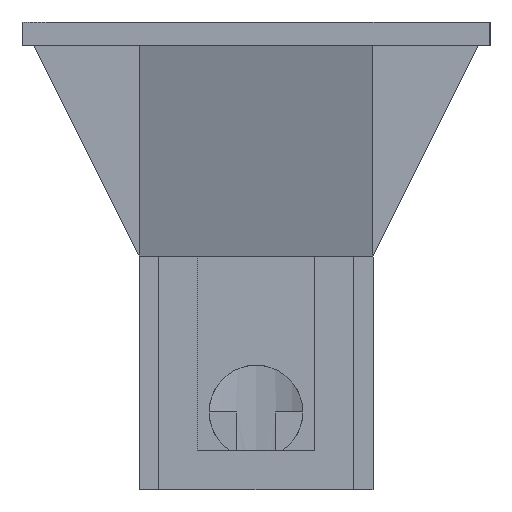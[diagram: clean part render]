
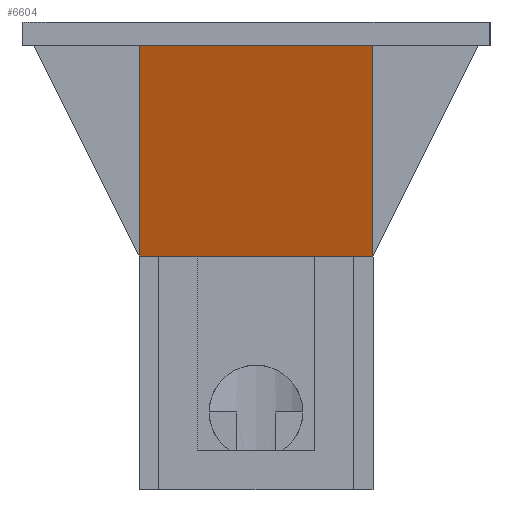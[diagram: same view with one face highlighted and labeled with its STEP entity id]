
A CAD part, left-side view. The second image highlights one B-rep face of the part: STEP entity #6604.
In plain terms, the highlighted planar face has unit normal (-0.949, 0, -0.316).
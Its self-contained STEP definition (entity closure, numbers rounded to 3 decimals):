
#2357 = PLANE('',#2358);
#2358 = AXIS2_PLACEMENT_3D('',#2359,#2360,#2361);
#2359 = CARTESIAN_POINT('',(-5.,0.,-0.3));
#2360 = DIRECTION('',(0.,0.,1.));
#2361 = DIRECTION('',(1.,0.,0.));
#4380 = VERTEX_POINT('',#4381);
#4381 = CARTESIAN_POINT('',(-7.4,-1.5,-0.3));
#4395 = PLANE('',#4396);
#4396 = AXIS2_PLACEMENT_3D('',#4397,#4398,#4399);
#4397 = CARTESIAN_POINT('',(-2.791,-1.5,-1.435));
#4398 = DIRECTION('',(0.,1.,0.));
#4399 = DIRECTION('',(0.,0.,1.));
#4407 = EDGE_CURVE('',#4408,#4380,#4410,.T.);
#4408 = VERTEX_POINT('',#4409);
#4409 = CARTESIAN_POINT('',(-7.4,1.5,-0.3));
#4410 = SURFACE_CURVE('',#4411,(#4415,#4422),.PCURVE_S1.);
#4411 = LINE('',#4412,#4413);
#4412 = CARTESIAN_POINT('',(-7.4,0.75,-0.3));
#4413 = VECTOR('',#4414,1.);
#4414 = DIRECTION('',(0.,-1.,0.));
#4415 = PCURVE('',#2357,#4416);
#4416 = DEFINITIONAL_REPRESENTATION('',(#4417),#4421);
#4417 = LINE('',#4418,#4419);
#4418 = CARTESIAN_POINT('',(-2.4,0.75));
#4419 = VECTOR('',#4420,1.);
#4420 = DIRECTION('',(0.,-1.));
#4421 = ( GEOMETRIC_REPRESENTATION_CONTEXT(2) 
PARAMETRIC_REPRESENTATION_CONTEXT() REPRESENTATION_CONTEXT('2D SPACE',''
  ) );
#4422 = PCURVE('',#4423,#4428);
#4423 = PLANE('',#4424);
#4424 = AXIS2_PLACEMENT_3D('',#4425,#4426,#4427);
#4425 = CARTESIAN_POINT('',(-7.5,1.5,0.));
#4426 = DIRECTION('',(0.949,0.,0.316));
#4427 = DIRECTION('',(0.316,0.,-0.949));
#4428 = DEFINITIONAL_REPRESENTATION('',(#4429),#4433);
#4429 = LINE('',#4430,#4431);
#4430 = CARTESIAN_POINT('',(0.316,-0.75));
#4431 = VECTOR('',#4432,1.);
#4432 = DIRECTION('',(0.,-1.));
#4433 = ( GEOMETRIC_REPRESENTATION_CONTEXT(2) 
PARAMETRIC_REPRESENTATION_CONTEXT() REPRESENTATION_CONTEXT('2D SPACE',''
  ) );
#4451 = PLANE('',#4452);
#4452 = AXIS2_PLACEMENT_3D('',#4453,#4454,#4455);
#4453 = CARTESIAN_POINT('',(-2.791,1.5,-1.435));
#4454 = DIRECTION('',(0.,1.,0.));
#4455 = DIRECTION('',(0.,0.,1.));
#5097 = PLANE('',#5098);
#5098 = AXIS2_PLACEMENT_3D('',#5099,#5100,#5101);
#5099 = CARTESIAN_POINT('',(-6.5,1.5,-3.));
#5100 = DIRECTION('',(0.,0.,1.));
#5101 = DIRECTION('',(1.,0.,0.));
#6508 = VERTEX_POINT('',#6509);
#6509 = CARTESIAN_POINT('',(-6.5,1.5,-3.));
#6582 = EDGE_CURVE('',#4408,#6508,#6583,.T.);
#6583 = SURFACE_CURVE('',#6584,(#6588,#6595),.PCURVE_S1.);
#6584 = LINE('',#6585,#6586);
#6585 = CARTESIAN_POINT('',(-7.5,1.5,0.));
#6586 = VECTOR('',#6587,1.);
#6587 = DIRECTION('',(0.316,0.,-0.949));
#6588 = PCURVE('',#4451,#6589);
#6589 = DEFINITIONAL_REPRESENTATION('',(#6590),#6594);
#6590 = LINE('',#6591,#6592);
#6591 = CARTESIAN_POINT('',(1.435,-4.709));
#6592 = VECTOR('',#6593,1.);
#6593 = DIRECTION('',(-0.949,0.316));
#6594 = ( GEOMETRIC_REPRESENTATION_CONTEXT(2) 
PARAMETRIC_REPRESENTATION_CONTEXT() REPRESENTATION_CONTEXT('2D SPACE',''
  ) );
#6595 = PCURVE('',#4423,#6596);
#6596 = DEFINITIONAL_REPRESENTATION('',(#6597),#6601);
#6597 = LINE('',#6598,#6599);
#6598 = CARTESIAN_POINT('',(0.,-0.));
#6599 = VECTOR('',#6600,1.);
#6600 = DIRECTION('',(1.,0.));
#6601 = ( GEOMETRIC_REPRESENTATION_CONTEXT(2) 
PARAMETRIC_REPRESENTATION_CONTEXT() REPRESENTATION_CONTEXT('2D SPACE',''
  ) );
#6604 = ADVANCED_FACE('',(#6605),#4423,.F.);
#6605 = FACE_BOUND('',#6606,.F.);
#6606 = EDGE_LOOP('',(#6607,#6608,#6609,#6632));
#6607 = ORIENTED_EDGE('',*,*,#6582,.F.);
#6608 = ORIENTED_EDGE('',*,*,#4407,.T.);
#6609 = ORIENTED_EDGE('',*,*,#6610,.T.);
#6610 = EDGE_CURVE('',#4380,#6611,#6613,.T.);
#6611 = VERTEX_POINT('',#6612);
#6612 = CARTESIAN_POINT('',(-6.5,-1.5,-3.));
#6613 = SURFACE_CURVE('',#6614,(#6618,#6625),.PCURVE_S1.);
#6614 = LINE('',#6615,#6616);
#6615 = CARTESIAN_POINT('',(-7.5,-1.5,0.));
#6616 = VECTOR('',#6617,1.);
#6617 = DIRECTION('',(0.316,0.,-0.949));
#6618 = PCURVE('',#4423,#6619);
#6619 = DEFINITIONAL_REPRESENTATION('',(#6620),#6624);
#6620 = LINE('',#6621,#6622);
#6621 = CARTESIAN_POINT('',(0.,-3.));
#6622 = VECTOR('',#6623,1.);
#6623 = DIRECTION('',(1.,0.));
#6624 = ( GEOMETRIC_REPRESENTATION_CONTEXT(2) 
PARAMETRIC_REPRESENTATION_CONTEXT() REPRESENTATION_CONTEXT('2D SPACE',''
  ) );
#6625 = PCURVE('',#4395,#6626);
#6626 = DEFINITIONAL_REPRESENTATION('',(#6627),#6631);
#6627 = LINE('',#6628,#6629);
#6628 = CARTESIAN_POINT('',(1.435,-4.709));
#6629 = VECTOR('',#6630,1.);
#6630 = DIRECTION('',(-0.949,0.316));
#6631 = ( GEOMETRIC_REPRESENTATION_CONTEXT(2) 
PARAMETRIC_REPRESENTATION_CONTEXT() REPRESENTATION_CONTEXT('2D SPACE',''
  ) );
#6632 = ORIENTED_EDGE('',*,*,#6633,.F.);
#6633 = EDGE_CURVE('',#6508,#6611,#6634,.T.);
#6634 = SURFACE_CURVE('',#6635,(#6639,#6646),.PCURVE_S1.);
#6635 = LINE('',#6636,#6637);
#6636 = CARTESIAN_POINT('',(-6.5,1.5,-3.));
#6637 = VECTOR('',#6638,1.);
#6638 = DIRECTION('',(0.,-1.,0.));
#6639 = PCURVE('',#4423,#6640);
#6640 = DEFINITIONAL_REPRESENTATION('',(#6641),#6645);
#6641 = LINE('',#6642,#6643);
#6642 = CARTESIAN_POINT('',(3.162,-0.));
#6643 = VECTOR('',#6644,1.);
#6644 = DIRECTION('',(0.,-1.));
#6645 = ( GEOMETRIC_REPRESENTATION_CONTEXT(2) 
PARAMETRIC_REPRESENTATION_CONTEXT() REPRESENTATION_CONTEXT('2D SPACE',''
  ) );
#6646 = PCURVE('',#5097,#6647);
#6647 = DEFINITIONAL_REPRESENTATION('',(#6648),#6652);
#6648 = LINE('',#6649,#6650);
#6649 = CARTESIAN_POINT('',(0.,0.));
#6650 = VECTOR('',#6651,1.);
#6651 = DIRECTION('',(0.,-1.));
#6652 = ( GEOMETRIC_REPRESENTATION_CONTEXT(2) 
PARAMETRIC_REPRESENTATION_CONTEXT() REPRESENTATION_CONTEXT('2D SPACE',''
  ) );
